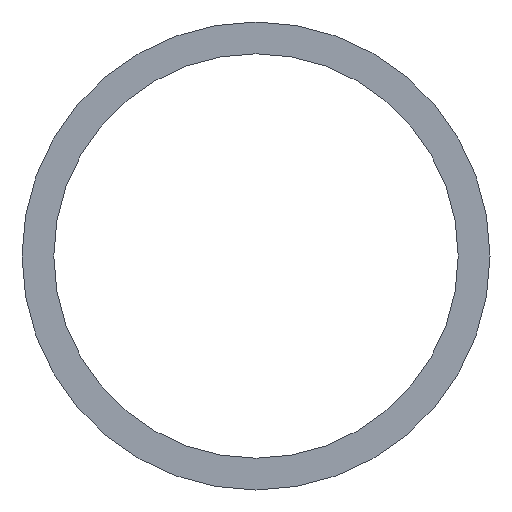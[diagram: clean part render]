
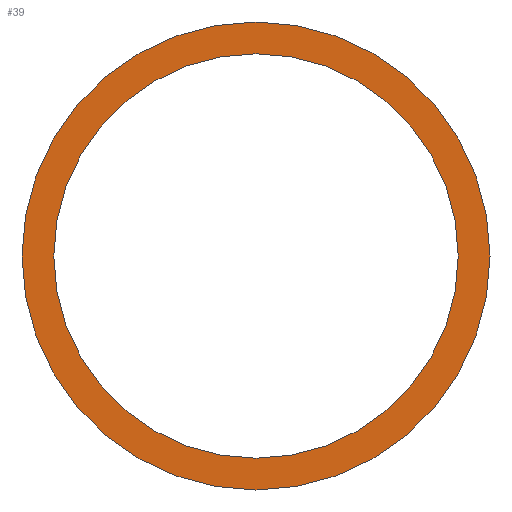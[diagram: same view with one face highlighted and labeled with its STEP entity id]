
A CAD part, left-side view. The second image highlights one B-rep face of the part: STEP entity #39.
In plain terms, the highlighted planar face has unit normal (-1, 0, 0).
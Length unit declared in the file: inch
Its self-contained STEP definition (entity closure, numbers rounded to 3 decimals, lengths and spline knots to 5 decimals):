
#1 = AXIS2_PLACEMENT_3D ( 'NONE', #206, #129, #218 ) ;
#6 = EDGE_CURVE ( 'NONE', #24, #49, #15, .T. ) ;
#7 = EDGE_LOOP ( 'NONE', ( #8, #28 ) ) ;
#8 = ORIENTED_EDGE ( 'NONE', *, *, #27, .F. ) ;
#9 = EDGE_CURVE ( 'NONE', #49, #24, #84, .T. ) ;
#12 = DIRECTION ( 'NONE',  ( 0., 0., 1. ) ) ;
#13 = DIRECTION ( 'NONE',  ( -1., 0., 0. ) ) ;
#14 = AXIS2_PLACEMENT_3D ( 'NONE', #21, #13, #12 ) ;
#15 = CIRCLE ( 'NONE', #14, 1.435 ) ;
#21 = CARTESIAN_POINT ( 'NONE',  ( 0., 0., 0. ) ) ;
#24 = VERTEX_POINT ( 'NONE', #78 ) ;
#25 = ORIENTED_EDGE ( 'NONE', *, *, #9, .T. ) ;
#26 = ORIENTED_EDGE ( 'NONE', *, *, #6, .T. ) ;
#27 = EDGE_CURVE ( 'NONE', #56, #126, #72, .T. ) ;
#28 = ORIENTED_EDGE ( 'NONE', *, *, #53, .F. ) ;
#39 = ADVANCED_FACE ( 'NONE', ( #118, #117 ), #115, .T. ) ;
#40 = EDGE_LOOP ( 'NONE', ( #25, #26 ) ) ;
#49 = VERTEX_POINT ( 'NONE', #96 ) ;
#53 = EDGE_CURVE ( 'NONE', #126, #56, #86, .T. ) ;
#56 = VERTEX_POINT ( 'NONE', #181 ) ;
#68 = DIRECTION ( 'NONE',  ( 0., 0., 1. ) ) ;
#69 = DIRECTION ( 'NONE',  ( -1., 0., 0. ) ) ;
#70 = CARTESIAN_POINT ( 'NONE',  ( 0., 0., 0. ) ) ;
#71 = AXIS2_PLACEMENT_3D ( 'NONE', #70, #69, #68 ) ;
#72 = CIRCLE ( 'NONE', #71, 1.24 ) ;
#78 = CARTESIAN_POINT ( 'NONE',  ( 0., 0., -1.435 ) ) ;
#80 = DIRECTION ( 'NONE',  ( 0., 0., 1. ) ) ;
#81 = DIRECTION ( 'NONE',  ( -1., 0., 0. ) ) ;
#82 = CARTESIAN_POINT ( 'NONE',  ( 0., 0., 0. ) ) ;
#83 = AXIS2_PLACEMENT_3D ( 'NONE', #82, #81, #80 ) ;
#84 = CIRCLE ( 'NONE', #83, 1.435 ) ;
#86 = CIRCLE ( 'NONE', #1, 1.24 ) ;
#96 = CARTESIAN_POINT ( 'NONE',  ( 0., 0., 1.435 ) ) ;
#111 = DIRECTION ( 'NONE',  ( 0., 0., 1. ) ) ;
#112 = DIRECTION ( 'NONE',  ( -1., 0., 0. ) ) ;
#113 = CARTESIAN_POINT ( 'NONE',  ( 0., -1.24, 0. ) ) ;
#114 = AXIS2_PLACEMENT_3D ( 'NONE', #113, #112, #111 ) ;
#115 = PLANE ( 'NONE',  #114 ) ;
#117 = FACE_BOUND ( 'NONE', #7, .T. ) ;
#118 = FACE_OUTER_BOUND ( 'NONE', #40, .T. ) ;
#126 = VERTEX_POINT ( 'NONE', #209 ) ;
#129 = DIRECTION ( 'NONE',  ( -1., 0., 0. ) ) ;
#181 = CARTESIAN_POINT ( 'NONE',  ( 0., 0., 1.24 ) ) ;
#206 = CARTESIAN_POINT ( 'NONE',  ( 0., 0., 0. ) ) ;
#209 = CARTESIAN_POINT ( 'NONE',  ( 0., 0., -1.24 ) ) ;
#218 = DIRECTION ( 'NONE',  ( 0., 0., 1. ) ) ;
